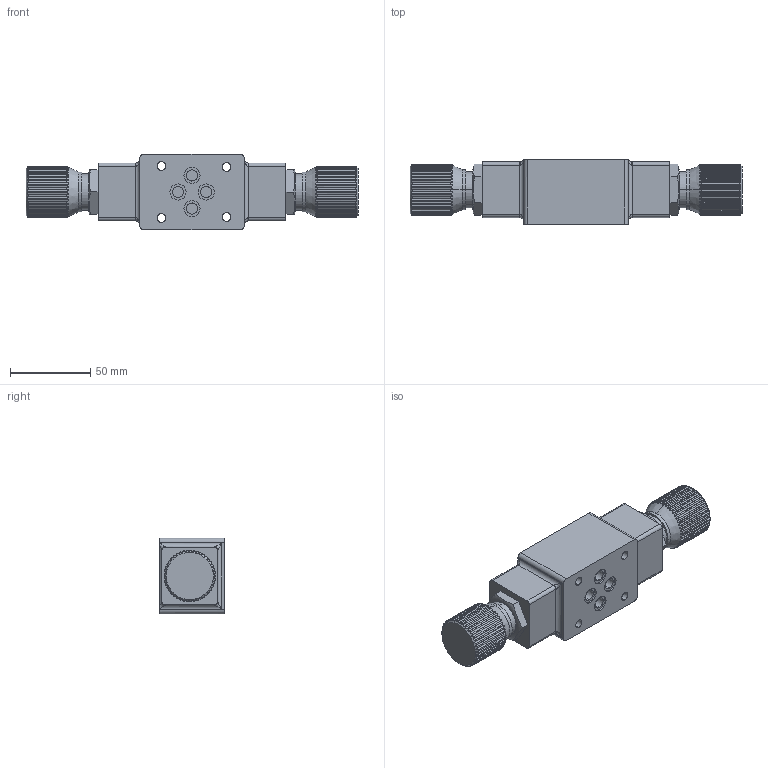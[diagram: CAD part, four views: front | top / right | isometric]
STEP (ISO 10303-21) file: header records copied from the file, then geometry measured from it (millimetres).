
FILE_DESCRIPTION (( 'STEP AP214' ), '1' );
FILE_NAME ('MSW 01 - 50.STEP', '2018-01-31T11:52:02', ( '' ), ( '' ), 'SwSTEP 2.0', 'SolidWorks 2017', '' );
FILE_SCHEMA (( 'AUTOMOTIVE_DESIGN' ));
Length unit declared in the file: millimetre
Products named in the file (1): MSW 01 - 50
Bounding box: 206.6 x 40 x 47 mm (x, y, z)
Volume: 242573 mm3; surface area: 36358.6 mm2
Topology: 1 solids, 1 shells, 354 faces, 982 edges, 644 vertices
Faces by surface type: cylinder 284, plane 46, cone 8, torus 8, bspline 8
Entity records: 14868 total; most frequent: CARTESIAN_POINT 6157, ORIENTED_EDGE 1956, DIRECTION 1660, EDGE_CURVE 978, AXIS2_PLACEMENT_3D 655, VERTEX_POINT 644, EDGE_LOOP 380, ADVANCED_FACE 354
